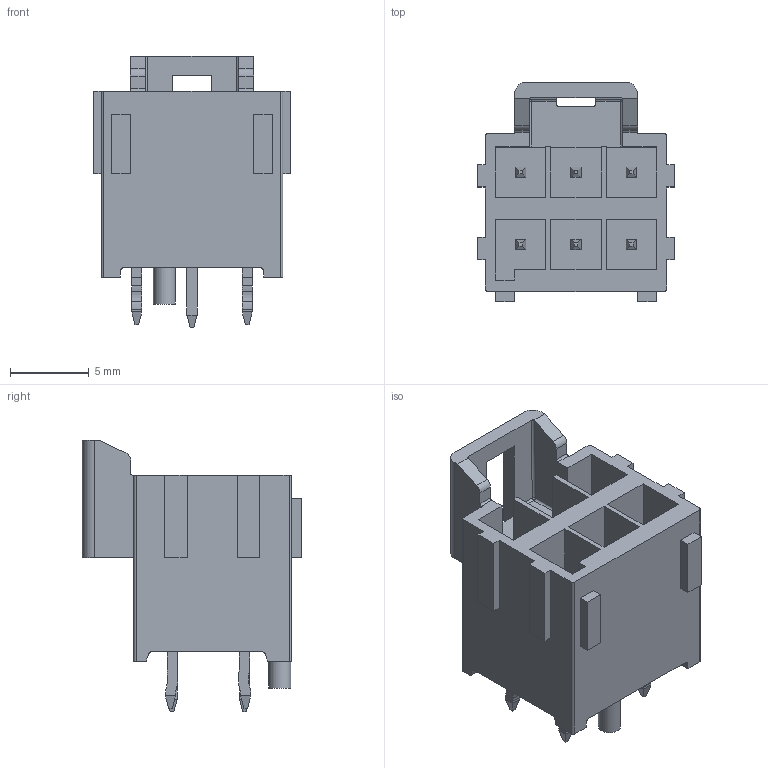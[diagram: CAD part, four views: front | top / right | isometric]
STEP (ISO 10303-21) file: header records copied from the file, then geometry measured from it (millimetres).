
FILE_DESCRIPTION( ( 'STEP AP214' ), '1' );
FILE_NAME( 'psolqas08162221510.stp', '2019-02-18T07:16:22', ( '' ), ( '' ), ' ', 'PARTsolutions', ' ' );
FILE_SCHEMA( ( 'AUTOMOTIVE_DESIGN { 1 0 10303 214 1 1 1 1 }' ) );
Length unit declared in the file: metre
Products named in the file (1): 1
Bounding box: 12.5 x 13.91 x 17.2 mm (x, y, z)
Volume: 881.4 mm3; surface area: 1732.8 mm2
Topology: 1 solids, 1 shells, 374 faces, 1008 edges, 653 vertices
Faces by surface type: plane 271, cylinder 101, sphere 2
Full cylindrical faces by diameter (mm): 1.4 x1
Entity records: 11625 total; most frequent: CARTESIAN_POINT 2089, ORIENTED_EDGE 2012, DIRECTION 1936, EDGE_CURVE 1006, LINE 802, VECTOR 802, VERTEX_POINT 652, AXIS2_PLACEMENT_3D 567
